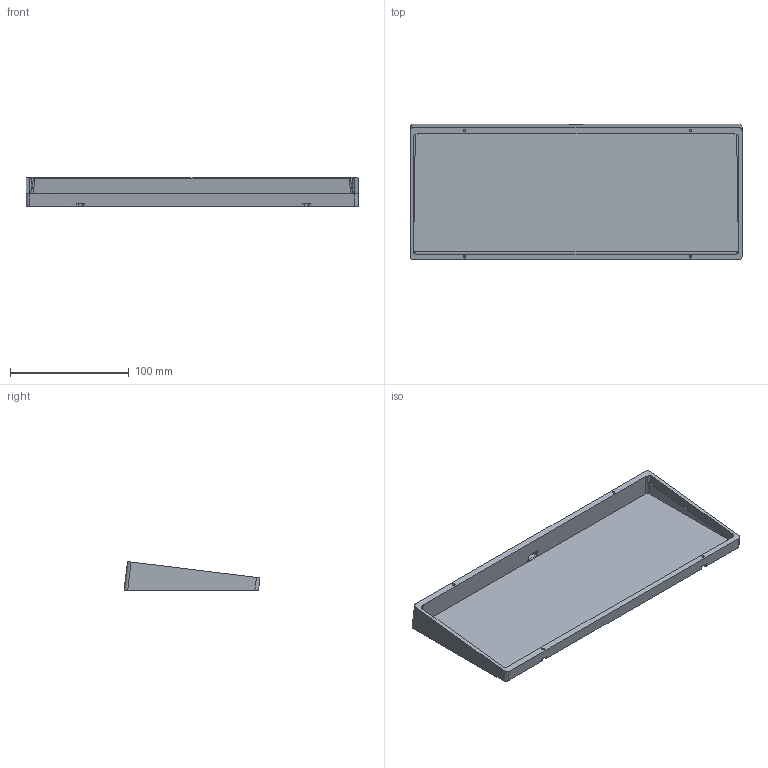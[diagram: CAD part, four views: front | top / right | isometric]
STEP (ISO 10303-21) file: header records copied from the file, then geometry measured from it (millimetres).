
FILE_DESCRIPTION(/* description */ (''),/* implementation_level */ '2;1');
FILE_NAME(/* name */ 'QKL_BOTTOM v1.step',/* time_stamp */ '2022-02-18T09:08:46+01:00',/* author */ (''),/* organization */ (''),/* preprocessor_version */ 'ST-DEVELOPER v18.1',/* originating_system */ 'Autodesk Translation Framework v10.13.0.1454',/* authorisation */ '');
FILE_SCHEMA (('AUTOMOTIVE_DESIGN { 1 0 10303 214 3 1 1 }'));
Length unit declared in the file: millimetre
Products named in the file (1): QKL_BOTTOM
Bounding box: 279.11 x 114.27 x 24.2 mm (x, y, z)
Volume: 143792.4 mm3; surface area: 87993.5 mm2
Topology: 1 solids, 1 shells, 81 faces, 219 edges, 147 vertices
Faces by surface type: plane 50, cylinder 31
Full cylindrical faces by diameter (mm): 2 x3, 4 x2
Entity records: 2627 total; most frequent: DIRECTION 453, CARTESIAN_POINT 448, ORIENTED_EDGE 438, EDGE_CURVE 219, AXIS2_PLACEMENT_3D 152, LINE 149, VECTOR 149, VERTEX_POINT 147
